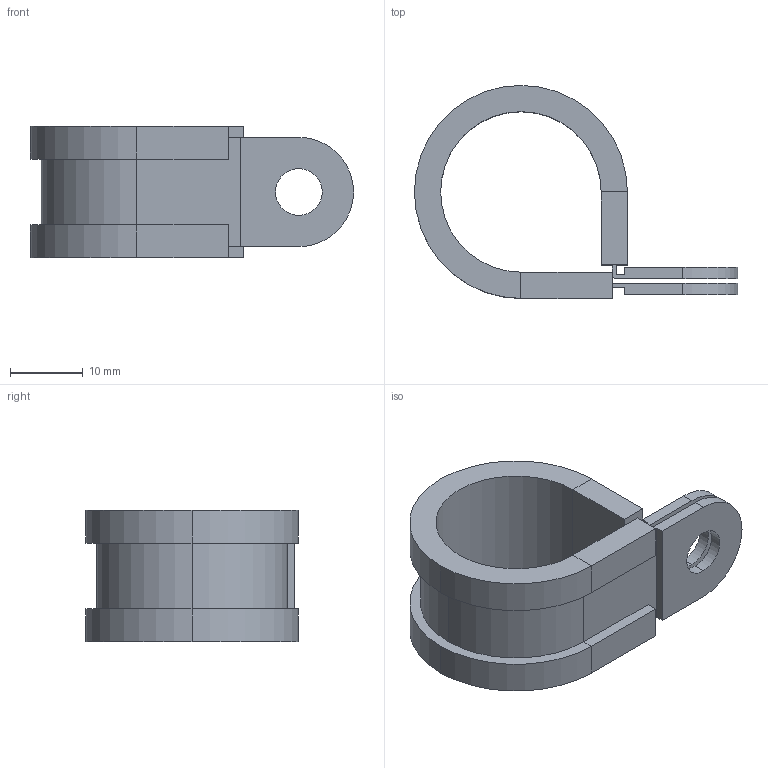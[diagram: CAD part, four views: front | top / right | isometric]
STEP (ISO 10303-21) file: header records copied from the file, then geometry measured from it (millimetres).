
FILE_DESCRIPTION (( 'STEP AP203' ), '1' );
FILE_NAME ('3D-R396-25_173763320.STEP', '2024-08-29T14:47:01', ( '' ), ( '' ), 'SwSTEP 2.0', 'SolidWorks 2024', '' );
FILE_SCHEMA (( 'CONFIG_CONTROL_DESIGN' ));
Length unit declared in the file: millimetre
Products named in the file (1): 3D-R396-25_173763320
Bounding box: 44.3 x 29.2 x 18 mm (x, y, z)
Volume: 4786.7 mm3; surface area: 4921.4 mm2
Topology: 1 solids, 1 shells, 49 faces, 129 edges, 80 vertices
Faces by surface type: plane 34, cylinder 15
Entity records: 1578 total; most frequent: DIRECTION 259, CARTESIAN_POINT 259, ORIENTED_EDGE 258, EDGE_CURVE 129, VECTOR 99, LINE 99, VERTEX_POINT 80, AXIS2_PLACEMENT_3D 80
